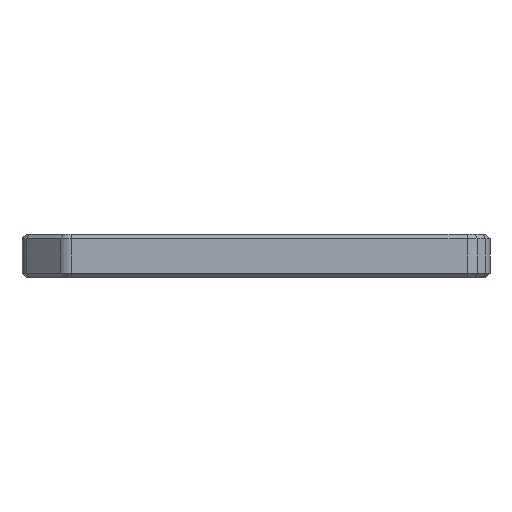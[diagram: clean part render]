
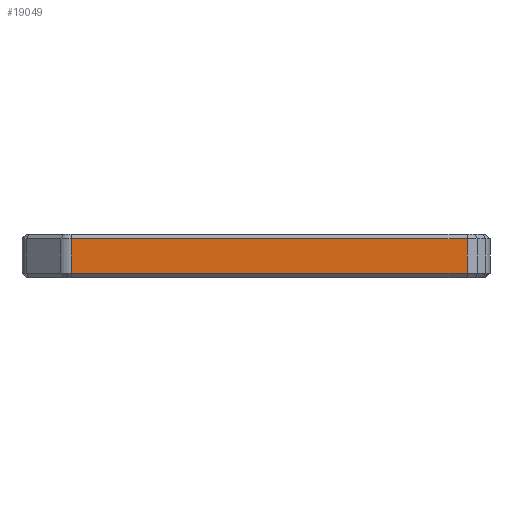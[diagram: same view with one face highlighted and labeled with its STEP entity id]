
A CAD part, left-side view. The second image highlights one B-rep face of the part: STEP entity #19049.
In plain terms, the highlighted planar face has unit normal (-1, 0, 0).
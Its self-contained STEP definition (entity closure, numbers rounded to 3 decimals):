
#418 = DIRECTION ( 'NONE',  ( 0., -1., 0. ) ) ;
#2582 = VECTOR ( 'NONE', #13558, 1000. ) ;
#2610 = CARTESIAN_POINT ( 'NONE',  ( -59.7, -55.372, 4.2 ) ) ;
#3210 = ORIENTED_EDGE ( 'NONE', *, *, #6915, .T. ) ;
#4425 = CARTESIAN_POINT ( 'NONE',  ( -59.7, 36.473, 4.2 ) ) ;
#4481 = CARTESIAN_POINT ( 'NONE',  ( -59.7, -56.821, 2.1 ) ) ;
#4494 = VECTOR ( 'NONE', #7316, 1000. ) ;
#5197 = DIRECTION ( 'NONE',  ( 0., 0., -1. ) ) ;
#6628 = DIRECTION ( 'NONE',  ( -1., 0., 0. ) ) ;
#6828 = VERTEX_POINT ( 'NONE', #4425 ) ;
#6882 = LINE ( 'NONE', #11589, #2582 ) ;
#6915 = EDGE_CURVE ( 'NONE', #17203, #23540, #18320, .T. ) ;
#7140 = CARTESIAN_POINT ( 'NONE',  ( -59.7, 36.473, 2.1 ) ) ;
#7224 = CARTESIAN_POINT ( 'NONE',  ( -59.7, -55.372, 2.1 ) ) ;
#7316 = DIRECTION ( 'NONE',  ( 0., 0., 1. ) ) ;
#7644 = AXIS2_PLACEMENT_3D ( 'NONE', #4481, #6628, #418 ) ;
#7913 = VECTOR ( 'NONE', #22388, 1000. ) ;
#8458 = VECTOR ( 'NONE', #5197, 1000. ) ;
#10292 = PLANE ( 'NONE',  #7644 ) ;
#11043 = CARTESIAN_POINT ( 'NONE',  ( -59.7, 36.473, -3.8 ) ) ;
#11589 = CARTESIAN_POINT ( 'NONE',  ( -59.7, 36.473, 4.2 ) ) ;
#12436 = LINE ( 'NONE', #7224, #4494 ) ;
#13558 = DIRECTION ( 'NONE',  ( 0., 1., 0. ) ) ;
#14302 = VERTEX_POINT ( 'NONE', #2610 ) ;
#17203 = VERTEX_POINT ( 'NONE', #11043 ) ;
#18256 = LINE ( 'NONE', #7140, #8458 ) ;
#18320 = LINE ( 'NONE', #18461, #7913 ) ;
#18355 = ORIENTED_EDGE ( 'NONE', *, *, #20312, .T. ) ;
#18461 = CARTESIAN_POINT ( 'NONE',  ( -59.7, -56.821, -3.8 ) ) ;
#19049 = ADVANCED_FACE ( 'NONE', ( #19179 ), #10292, .T. ) ;
#19179 = FACE_OUTER_BOUND ( 'NONE', #20132, .T. ) ;
#19418 = CARTESIAN_POINT ( 'NONE',  ( -59.7, -55.372, -3.8 ) ) ;
#19856 = ORIENTED_EDGE ( 'NONE', *, *, #23416, .T. ) ;
#20132 = EDGE_LOOP ( 'NONE', ( #22951, #3210, #19856, #18355 ) ) ;
#20312 = EDGE_CURVE ( 'NONE', #14302, #6828, #6882, .T. ) ;
#22388 = DIRECTION ( 'NONE',  ( 0., -1., 0. ) ) ;
#22951 = ORIENTED_EDGE ( 'NONE', *, *, #23430, .T. ) ;
#23416 = EDGE_CURVE ( 'NONE', #23540, #14302, #12436, .T. ) ;
#23430 = EDGE_CURVE ( 'NONE', #6828, #17203, #18256, .T. ) ;
#23540 = VERTEX_POINT ( 'NONE', #19418 ) ;
